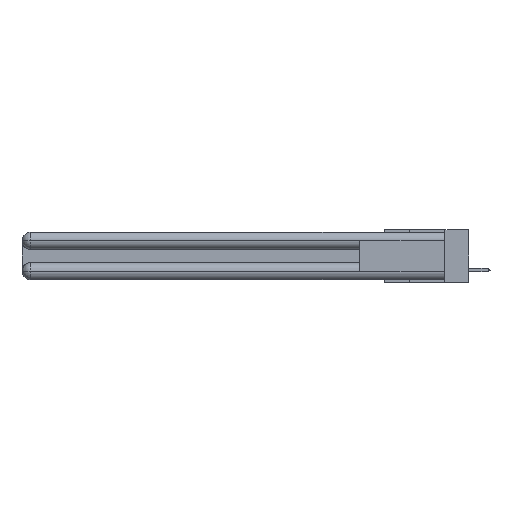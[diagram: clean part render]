
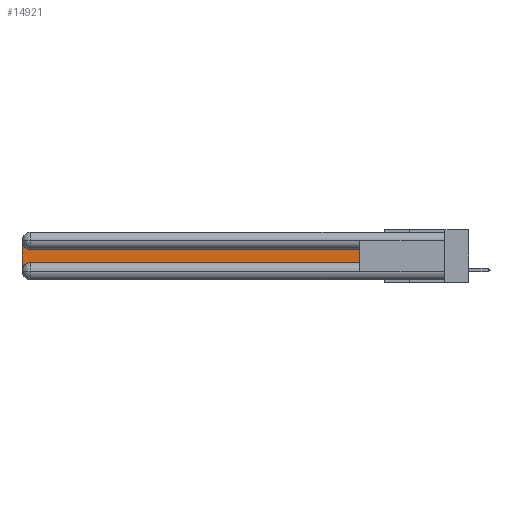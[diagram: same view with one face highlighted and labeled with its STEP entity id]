
A CAD part, left-side view. The second image highlights one B-rep face of the part: STEP entity #14921.
In plain terms, the highlighted planar face has unit normal (-1, 0, 0).
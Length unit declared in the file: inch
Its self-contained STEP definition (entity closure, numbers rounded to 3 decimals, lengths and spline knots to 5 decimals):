
#332 = DIRECTION ( 'NONE',  ( 0., 0., -1. ) ) ;
#525 = DIRECTION ( 'NONE',  ( 1., 0., 0. ) ) ;
#774 = CARTESIAN_POINT ( 'NONE',  ( 0.075, 3., -0.2175 ) ) ;
#2185 = EDGE_CURVE ( 'NONE', #3784, #20419, #11212, .T. ) ;
#2830 = VERTEX_POINT ( 'NONE', #8411 ) ;
#3317 = DIRECTION ( 'NONE',  ( 0., 0., -1. ) ) ;
#3523 = DIRECTION ( 'NONE',  ( 0., 0., -1. ) ) ;
#3784 = VERTEX_POINT ( 'NONE', #12330 ) ;
#3979 = VERTEX_POINT ( 'NONE', #13455 ) ;
#4012 = DIRECTION ( 'NONE',  ( 0., 0., 1. ) ) ;
#4612 = VECTOR ( 'NONE', #17964, 39.37008 ) ;
#4689 = LINE ( 'NONE', #14301, #7529 ) ;
#4806 = AXIS2_PLACEMENT_3D ( 'NONE', #7327, #16825, #332 ) ;
#5046 = EDGE_CURVE ( 'NONE', #3979, #2830, #9289, .T. ) ;
#5054 = CARTESIAN_POINT ( 'NONE',  ( 0.075, 2.94, -0.0625 ) ) ;
#6503 = ORIENTED_EDGE ( 'NONE', *, *, #28996, .T. ) ;
#6869 = ORIENTED_EDGE ( 'NONE', *, *, #2185, .T. ) ;
#7327 = CARTESIAN_POINT ( 'NONE',  ( 0.075, 3., -0.1225 ) ) ;
#7529 = VECTOR ( 'NONE', #19326, 39.37008 ) ;
#7736 = EDGE_CURVE ( 'NONE', #20419, #3979, #13233, .T. ) ;
#8126 = ORIENTED_EDGE ( 'NONE', *, *, #7736, .T. ) ;
#8411 = CARTESIAN_POINT ( 'NONE',  ( 0.075, 2.94, -0.2175 ) ) ;
#9289 = CIRCLE ( 'NONE', #26093, 0.06 ) ;
#11212 = CIRCLE ( 'NONE', #23615, 0.06 ) ;
#11270 = LINE ( 'NONE', #22173, #4612 ) ;
#12330 = CARTESIAN_POINT ( 'NONE',  ( 0.075, 2.94, -0.1225 ) ) ;
#13233 = LINE ( 'NONE', #774, #18918 ) ;
#13315 = CARTESIAN_POINT ( 'NONE',  ( 0.075, 3., -0.0625 ) ) ;
#13455 = CARTESIAN_POINT ( 'NONE',  ( 0.075, 3., -0.2775 ) ) ;
#14301 = CARTESIAN_POINT ( 'NONE',  ( 0.075, 0.6, -0.2175 ) ) ;
#14921 = ADVANCED_FACE ( 'NONE', ( #21115 ), #20564, .F. ) ;
#16651 = CARTESIAN_POINT ( 'NONE',  ( 0.075, 2.94, -0.2775 ) ) ;
#16825 = DIRECTION ( 'NONE',  ( 1., 0., 0. ) ) ;
#17517 = VERTEX_POINT ( 'NONE', #18285 ) ;
#17964 = DIRECTION ( 'NONE',  ( 0., 1., 0. ) ) ;
#18059 = ORIENTED_EDGE ( 'NONE', *, *, #5046, .T. ) ;
#18285 = CARTESIAN_POINT ( 'NONE',  ( 0.075, 0.6, -0.1225 ) ) ;
#18598 = EDGE_CURVE ( 'NONE', #17517, #3784, #11270, .T. ) ;
#18918 = VECTOR ( 'NONE', #3317, 39.37008 ) ;
#19326 = DIRECTION ( 'NONE',  ( 0., -1., 0. ) ) ;
#19567 = LINE ( 'NONE', #22168, #24130 ) ;
#20059 = ORIENTED_EDGE ( 'NONE', *, *, #18598, .T. ) ;
#20419 = VERTEX_POINT ( 'NONE', #13315 ) ;
#20564 = PLANE ( 'NONE',  #4806 ) ;
#20584 = CARTESIAN_POINT ( 'NONE',  ( 0.075, 0.6, -0.2175 ) ) ;
#21115 = FACE_OUTER_BOUND ( 'NONE', #22355, .T. ) ;
#21274 = ORIENTED_EDGE ( 'NONE', *, *, #21281, .T. ) ;
#21281 = EDGE_CURVE ( 'NONE', #24698, #17517, #19567, .T. ) ;
#22168 = CARTESIAN_POINT ( 'NONE',  ( 0.075, 0.6, -0.2175 ) ) ;
#22173 = CARTESIAN_POINT ( 'NONE',  ( 0.075, 0.6, -0.1225 ) ) ;
#22355 = EDGE_LOOP ( 'NONE', ( #20059, #6869, #8126, #18059, #6503, #21274 ) ) ;
#23615 = AXIS2_PLACEMENT_3D ( 'NONE', #5054, #525, #27316 ) ;
#24130 = VECTOR ( 'NONE', #4012, 39.37008 ) ;
#24698 = VERTEX_POINT ( 'NONE', #20584 ) ;
#26093 = AXIS2_PLACEMENT_3D ( 'NONE', #16651, #28072, #3523 ) ;
#27316 = DIRECTION ( 'NONE',  ( 0., 0., -1. ) ) ;
#28072 = DIRECTION ( 'NONE',  ( 1., 0., 0. ) ) ;
#28996 = EDGE_CURVE ( 'NONE', #2830, #24698, #4689, .T. ) ;
